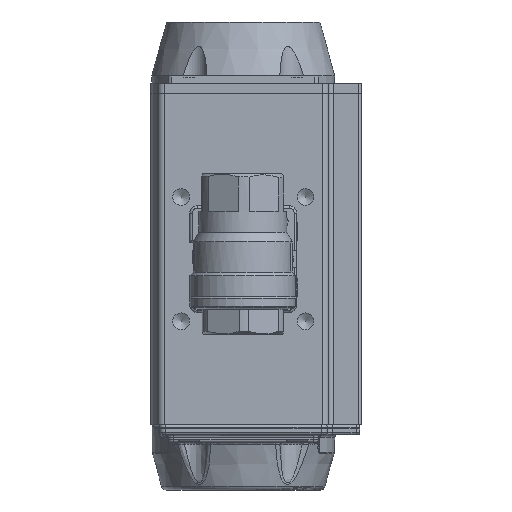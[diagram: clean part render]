
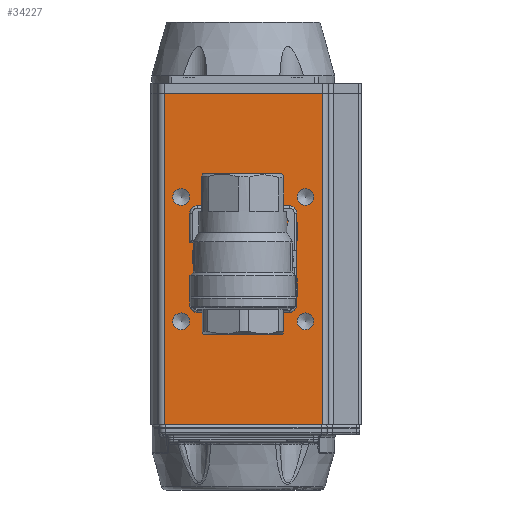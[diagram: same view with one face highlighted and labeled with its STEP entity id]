
A CAD part, front view. The second image highlights one B-rep face of the part: STEP entity #34227.
In plain terms, the highlighted planar face has unit normal (0, -1, 0).
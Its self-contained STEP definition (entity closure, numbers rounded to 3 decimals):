
#2788=CIRCLE('',#37412,14.635);
#2813=CIRCLE('',#37450,3.324);
#2815=CIRCLE('',#37453,3.324);
#2817=CIRCLE('',#37456,3.324);
#2819=CIRCLE('',#37459,3.324);
#2821=CIRCLE('',#37462,2.459);
#2823=CIRCLE('',#37465,2.459);
#2825=CIRCLE('',#37468,2.459);
#2827=CIRCLE('',#37471,2.459);
#4834=LINE('',#83768,#6817);
#4836=LINE('',#83775,#6819);
#4848=LINE('',#83827,#6831);
#4849=LINE('',#83833,#6832);
#6817=VECTOR('',#45528,1000.);
#6819=VECTOR('',#45534,1000.);
#6831=VECTOR('',#45580,1000.);
#6832=VECTOR('',#45583,1000.);
#16745=ORIENTED_EDGE('',*,*,#21777,.F.);
#16746=ORIENTED_EDGE('',*,*,#21807,.T.);
#16747=ORIENTED_EDGE('',*,*,#21780,.T.);
#16748=ORIENTED_EDGE('',*,*,#21805,.F.);
#16749=ORIENTED_EDGE('',*,*,#21673,.T.);
#16750=ORIENTED_EDGE('',*,*,#21698,.T.);
#16751=ORIENTED_EDGE('',*,*,#21700,.T.);
#16752=ORIENTED_EDGE('',*,*,#21702,.T.);
#16753=ORIENTED_EDGE('',*,*,#21704,.T.);
#16754=ORIENTED_EDGE('',*,*,#21706,.T.);
#16755=ORIENTED_EDGE('',*,*,#21708,.T.);
#16756=ORIENTED_EDGE('',*,*,#21710,.T.);
#16757=ORIENTED_EDGE('',*,*,#21712,.T.);
#21673=EDGE_CURVE('',#25003,#25003,#2788,.T.);
#21698=EDGE_CURVE('',#25028,#25028,#2813,.T.);
#21700=EDGE_CURVE('',#25030,#25030,#2815,.T.);
#21702=EDGE_CURVE('',#25032,#25032,#2817,.T.);
#21704=EDGE_CURVE('',#25034,#25034,#2819,.T.);
#21706=EDGE_CURVE('',#25036,#25036,#2821,.T.);
#21708=EDGE_CURVE('',#25038,#25038,#2823,.T.);
#21710=EDGE_CURVE('',#25040,#25040,#2825,.T.);
#21712=EDGE_CURVE('',#25042,#25042,#2827,.T.);
#21777=EDGE_CURVE('',#25120,#25095,#4834,.T.);
#21780=EDGE_CURVE('',#25124,#25123,#4836,.T.);
#21805=EDGE_CURVE('',#25095,#25123,#4848,.T.);
#21807=EDGE_CURVE('',#25120,#25124,#4849,.T.);
#25003=VERTEX_POINT('',#83482);
#25028=VERTEX_POINT('',#83545);
#25030=VERTEX_POINT('',#83550);
#25032=VERTEX_POINT('',#83555);
#25034=VERTEX_POINT('',#83560);
#25036=VERTEX_POINT('',#83565);
#25038=VERTEX_POINT('',#83570);
#25040=VERTEX_POINT('',#83575);
#25042=VERTEX_POINT('',#83580);
#25095=VERTEX_POINT('',#83717);
#25120=VERTEX_POINT('',#83767);
#25123=VERTEX_POINT('',#83774);
#25124=VERTEX_POINT('',#83776);
#28871=EDGE_LOOP('',(#16745,#16746,#16747,#16748));
#28872=EDGE_LOOP('',(#16749));
#28873=EDGE_LOOP('',(#16750));
#28874=EDGE_LOOP('',(#16751));
#28875=EDGE_LOOP('',(#16752));
#28876=EDGE_LOOP('',(#16753));
#28877=EDGE_LOOP('',(#16754));
#28878=EDGE_LOOP('',(#16755));
#28879=EDGE_LOOP('',(#16756));
#28880=EDGE_LOOP('',(#16757));
#31415=FACE_BOUND('',#28871,.T.);
#31416=FACE_BOUND('',#28872,.T.);
#31417=FACE_BOUND('',#28873,.T.);
#31418=FACE_BOUND('',#28874,.T.);
#31419=FACE_BOUND('',#28875,.T.);
#31420=FACE_BOUND('',#28876,.T.);
#31421=FACE_BOUND('',#28877,.T.);
#31422=FACE_BOUND('',#28878,.T.);
#31423=FACE_BOUND('',#28879,.T.);
#31424=FACE_BOUND('',#28880,.T.);
#32190=PLANE('',#37583);
#34227=ADVANCED_FACE('',(#31415,#31416,#31417,#31418,#31419,#31420,#31421,
#31422,#31423,#31424),#32190,.T.);
#37412=AXIS2_PLACEMENT_3D('',#83481,#45211,#45212);
#37450=AXIS2_PLACEMENT_3D('',#83544,#45287,#45288);
#37453=AXIS2_PLACEMENT_3D('',#83549,#45293,#45294);
#37456=AXIS2_PLACEMENT_3D('',#83554,#45299,#45300);
#37459=AXIS2_PLACEMENT_3D('',#83559,#45305,#45306);
#37462=AXIS2_PLACEMENT_3D('',#83564,#45311,#45312);
#37465=AXIS2_PLACEMENT_3D('',#83569,#45317,#45318);
#37468=AXIS2_PLACEMENT_3D('',#83574,#45323,#45324);
#37471=AXIS2_PLACEMENT_3D('',#83579,#45329,#45330);
#37583=AXIS2_PLACEMENT_3D('',#83832,#45581,#45582);
#45211=DIRECTION('',(0.,1.,0.));
#45212=DIRECTION('',(1.,0.,0.));
#45287=DIRECTION('',(0.,1.,0.));
#45288=DIRECTION('',(1.,0.,0.));
#45293=DIRECTION('',(0.,1.,0.));
#45294=DIRECTION('',(1.,0.,0.));
#45299=DIRECTION('',(0.,1.,0.));
#45300=DIRECTION('',(1.,0.,0.));
#45305=DIRECTION('',(0.,1.,0.));
#45306=DIRECTION('',(1.,0.,0.));
#45311=DIRECTION('',(0.,1.,0.));
#45312=DIRECTION('',(1.,0.,0.));
#45317=DIRECTION('',(0.,1.,0.));
#45318=DIRECTION('',(1.,0.,0.));
#45323=DIRECTION('',(0.,1.,0.));
#45324=DIRECTION('',(1.,0.,0.));
#45329=DIRECTION('',(0.,1.,0.));
#45330=DIRECTION('',(1.,0.,0.));
#45528=DIRECTION('',(1.,0.,0.));
#45534=DIRECTION('',(1.,0.,0.));
#45580=DIRECTION('',(0.,0.,-1.));
#45581=DIRECTION('',(0.,-1.,0.));
#45582=DIRECTION('',(-1.,0.,0.));
#45583=DIRECTION('',(0.,0.,-1.));
#83481=CARTESIAN_POINT('',(0.,-44.471,66.));
#83482=CARTESIAN_POINT('',(14.635,-44.471,66.));
#83544=CARTESIAN_POINT('',(-24.749,-44.471,41.251));
#83545=CARTESIAN_POINT('',(-21.425,-44.471,41.251));
#83549=CARTESIAN_POINT('',(24.749,-44.471,41.251));
#83550=CARTESIAN_POINT('',(28.072,-44.471,41.251));
#83554=CARTESIAN_POINT('',(24.749,-44.471,90.749));
#83555=CARTESIAN_POINT('',(28.072,-44.471,90.749));
#83559=CARTESIAN_POINT('',(-24.749,-44.471,90.749));
#83560=CARTESIAN_POINT('',(-21.425,-44.471,90.749));
#83564=CARTESIAN_POINT('',(-17.678,-44.471,83.678));
#83565=CARTESIAN_POINT('',(-15.219,-44.471,83.678));
#83569=CARTESIAN_POINT('',(-17.678,-44.471,48.322));
#83570=CARTESIAN_POINT('',(-15.219,-44.471,48.322));
#83574=CARTESIAN_POINT('',(17.678,-44.471,48.322));
#83575=CARTESIAN_POINT('',(20.136,-44.471,48.322));
#83579=CARTESIAN_POINT('',(17.678,-44.471,83.678));
#83580=CARTESIAN_POINT('',(20.136,-44.471,83.678));
#83717=CARTESIAN_POINT('',(31.5,-44.471,132.));
#83767=CARTESIAN_POINT('',(-31.5,-44.471,132.));
#83768=CARTESIAN_POINT('',(5.25,-44.471,132.));
#83774=CARTESIAN_POINT('',(31.5,-44.471,0.));
#83775=CARTESIAN_POINT('',(5.25,-44.471,0.));
#83776=CARTESIAN_POINT('',(-31.5,-44.471,0.));
#83827=CARTESIAN_POINT('',(31.5,-44.471,0.));
#83832=CARTESIAN_POINT('',(-31.5,-44.471,0.));
#83833=CARTESIAN_POINT('',(-31.5,-44.471,0.));
